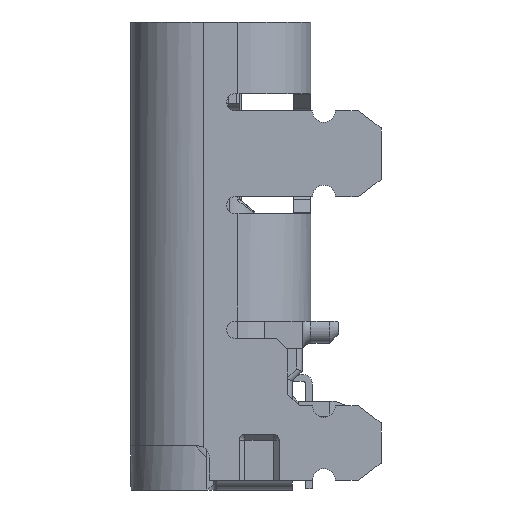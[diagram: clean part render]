
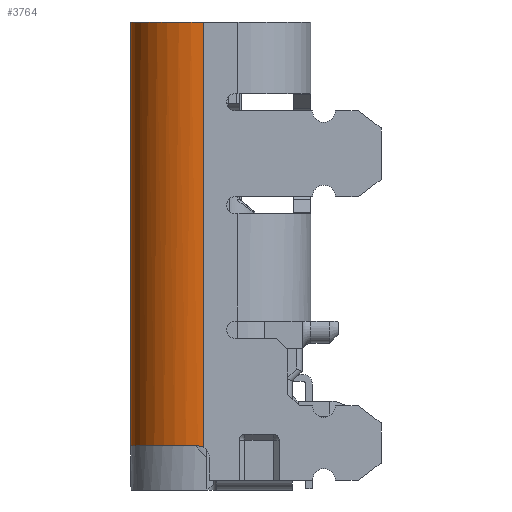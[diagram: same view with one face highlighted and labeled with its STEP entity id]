
A CAD part, left-side view. The second image highlights one B-rep face of the part: STEP entity #3764.
In plain terms, the highlighted cylindrical face has radius 1.27 mm (diameter 2.54 mm), a partial arc.
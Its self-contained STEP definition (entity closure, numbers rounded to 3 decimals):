
#844 = VERTEX_POINT ( 'NONE', #944 ) ;
#944 = CARTESIAN_POINT ( 'NONE',  ( -3.2, 1.57, -2.7 ) ) ;
#1016 = CARTESIAN_POINT ( 'NONE',  ( -4.469, 0.358, -2.702 ) ) ;
#1397 = EDGE_CURVE ( 'NONE', #16821, #844, #24551, .T. ) ;
#2111 = LINE ( 'NONE', #5880, #29305 ) ;
#3764 = ADVANCED_FACE ( 'NONE', ( #4580 ), #13961, .T. ) ;
#4230 = B_SPLINE_CURVE_WITH_KNOTS ( 'NONE', 3,
 ( #22096, #1016, #19626, #12399 ),
 .UNSPECIFIED., .F., .F.,
 ( 4, 4 ),
 ( 0., 1. ),
 .UNSPECIFIED. ) ;
#4580 = FACE_OUTER_BOUND ( 'NONE', #22743, .T. ) ;
#5880 = CARTESIAN_POINT ( 'NONE',  ( -4.47, 0.3, -3.3 ) ) ;
#6560 = VECTOR ( 'NONE', #7039, 1000. ) ;
#7039 = DIRECTION ( 'NONE',  ( 0., 0., 1. ) ) ;
#8617 = CARTESIAN_POINT ( 'NONE',  ( -4.47, 0.3, 4.7 ) ) ;
#9496 = DIRECTION ( 'NONE',  ( 0., 0., -1. ) ) ;
#11307 = AXIS2_PLACEMENT_3D ( 'NONE', #17987, #13374, #22761 ) ;
#12399 = CARTESIAN_POINT ( 'NONE',  ( -4.47, 0.3, -2.727 ) ) ;
#12706 = ORIENTED_EDGE ( 'NONE', *, *, #26522, .T. ) ;
#13374 = DIRECTION ( 'NONE',  ( 0., 0., -1. ) ) ;
#13846 = DIRECTION ( 'NONE',  ( -1., 0., 0. ) ) ;
#13961 = CYLINDRICAL_SURFACE ( 'NONE', #20116, 1.27 ) ;
#15965 = DIRECTION ( 'NONE',  ( -1., 0., 0. ) ) ;
#16478 = ORIENTED_EDGE ( 'NONE', *, *, #25438, .T. ) ;
#16697 = DIRECTION ( 'NONE',  ( 0., 0., 1. ) ) ;
#16821 = VERTEX_POINT ( 'NONE', #25682 ) ;
#17313 = CARTESIAN_POINT ( 'NONE',  ( -4.47, 0.3, -2.727 ) ) ;
#17987 = CARTESIAN_POINT ( 'NONE',  ( -3.2, 0.3, -2.7 ) ) ;
#18170 = CARTESIAN_POINT ( 'NONE',  ( -3.2, 0.3, 4.7 ) ) ;
#19116 = CARTESIAN_POINT ( 'NONE',  ( -3.2, 1.57, 4.7 ) ) ;
#19626 = CARTESIAN_POINT ( 'NONE',  ( -4.47, 0.335, -2.708 ) ) ;
#19719 = EDGE_CURVE ( 'NONE', #844, #21507, #23946, .T. ) ;
#20116 = AXIS2_PLACEMENT_3D ( 'NONE', #21198, #9496, #15965 ) ;
#21198 = CARTESIAN_POINT ( 'NONE',  ( -3.2, 0.3, 23.577 ) ) ;
#21495 = CARTESIAN_POINT ( 'NONE',  ( -3.2, 1.57, -3.3 ) ) ;
#21507 = VERTEX_POINT ( 'NONE', #19116 ) ;
#22096 = CARTESIAN_POINT ( 'NONE',  ( -4.466, 0.4, -2.7 ) ) ;
#22510 = ORIENTED_EDGE ( 'NONE', *, *, #19719, .F. ) ;
#22743 = EDGE_LOOP ( 'NONE', ( #29948, #16478, #12706, #29849, #22510 ) ) ;
#22761 = DIRECTION ( 'NONE',  ( -1., 0., 0. ) ) ;
#22781 = DIRECTION ( 'NONE',  ( 0., 0., 1. ) ) ;
#22893 = CIRCLE ( 'NONE', #23397, 1.27 ) ;
#23012 = VERTEX_POINT ( 'NONE', #17313 ) ;
#23397 = AXIS2_PLACEMENT_3D ( 'NONE', #18170, #22781, #13846 ) ;
#23665 = EDGE_CURVE ( 'NONE', #21507, #27083, #22893, .T. ) ;
#23946 = LINE ( 'NONE', #21495, #6560 ) ;
#24551 = CIRCLE ( 'NONE', #11307, 1.27 ) ;
#25438 = EDGE_CURVE ( 'NONE', #16821, #23012, #4230, .T. ) ;
#25682 = CARTESIAN_POINT ( 'NONE',  ( -4.466, 0.4, -2.7 ) ) ;
#26522 = EDGE_CURVE ( 'NONE', #23012, #27083, #2111, .T. ) ;
#27083 = VERTEX_POINT ( 'NONE', #8617 ) ;
#29305 = VECTOR ( 'NONE', #16697, 1000. ) ;
#29849 = ORIENTED_EDGE ( 'NONE', *, *, #23665, .F. ) ;
#29948 = ORIENTED_EDGE ( 'NONE', *, *, #1397, .F. ) ;
